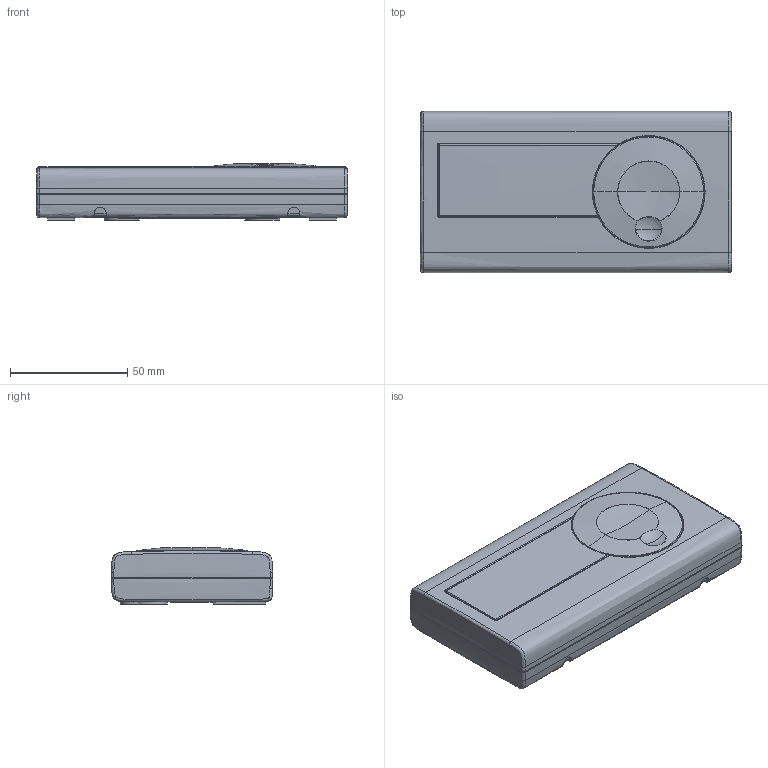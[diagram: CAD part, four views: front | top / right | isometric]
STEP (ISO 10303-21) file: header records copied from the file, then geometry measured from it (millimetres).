
FILE_DESCRIPTION(('CATIA V5 STEP'),'2;1');
FILE_NAME('Rumsenhet.stp','2010-09-02T11:20:50+00:00',('none'),('none'),'CATIA Version 5 Release 16 (IN-10)','CATIA V5 STEP AP203','none');
FILE_SCHEMA(('CONFIG_CONTROL_DESIGN'));
Length unit declared in the file: millimetre
Products named in the file (1): Rumsenhet _AllCATPart
Bounding box: 132.9 x 69 x 23.97 mm (x, y, z)
Volume: 195217.1 mm3; surface area: 33353.7 mm2
Topology: 2 solids, 7 shells, 298 faces, 767 edges, 482 vertices
Faces by surface type: plane 125, bspline 54, cylinder 45, cone 41, sphere 16, torus 13, extrusion 4
Entity records: 12784 total; most frequent: CARTESIAN_POINT 6651, ORIENTED_EDGE 1506, DIRECTION 798, EDGE_CURVE 753, VERTEX_POINT 482, B_SPLINE_CURVE_WITH_KNOTS 387, EDGE_LOOP 311, AXIS2_PLACEMENT_3D 310
